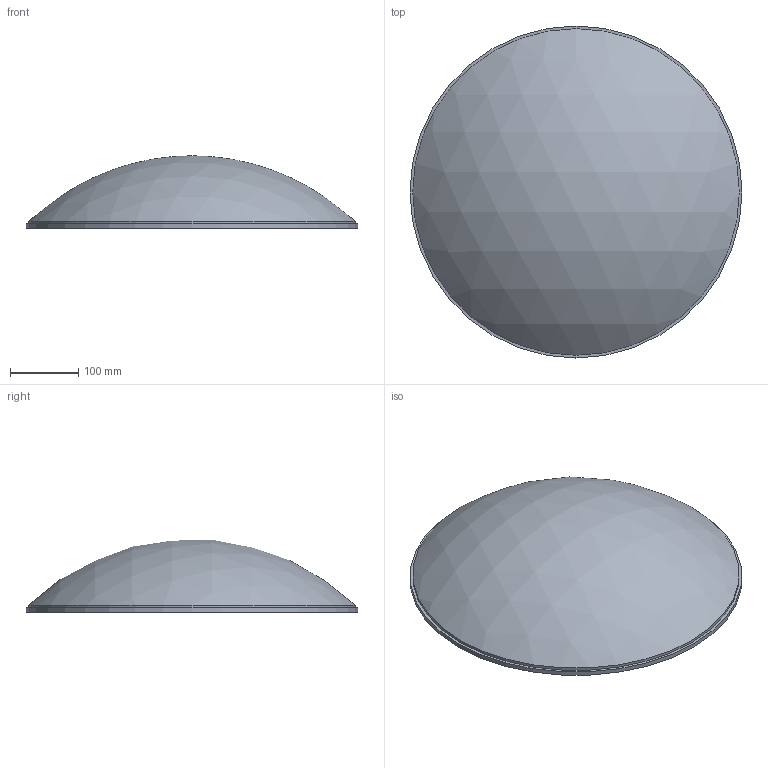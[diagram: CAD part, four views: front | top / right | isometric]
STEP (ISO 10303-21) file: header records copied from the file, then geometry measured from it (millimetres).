
FILE_DESCRIPTION(/* description */ (''),/* implementation_level */ '2;1');
FILE_NAME(/* name */ 'Acrylic Dome v1.step',/* time_stamp */ '2023-03-15T12:55:19-04:00',/* author */ (''),/* organization */ (''),/* preprocessor_version */ 'ST-DEVELOPER v19.2',/* originating_system */ 'Autodesk Translation Framework v11.17.0.187',/* authorisation */ '');
FILE_SCHEMA (('AUTOMOTIVE_DESIGN { 1 0 10303 214 3 1 1 }'));
Length unit declared in the file: millimetre
Products named in the file (1): Acrylic Dome
Bounding box: 485 x 485 x 105.79 mm (x, y, z)
Volume: 2119598 mm3; surface area: 443961.4 mm2
Topology: 1 solids, 1 shells, 6 faces, 7 edges, 5 vertices
Faces by surface type: sphere 2, plane 2, cylinder 2
Full cylindrical faces by diameter (mm): 477 x1, 485 x1
Entity records: 164 total; most frequent: DIRECTION 26, CARTESIAN_POINT 19, ORIENTED_EDGE 14, AXIS2_PLACEMENT_3D 12, EDGE_LOOP 8, EDGE_CURVE 7, FACE_OUTER_BOUND 6, ADVANCED_FACE 6
